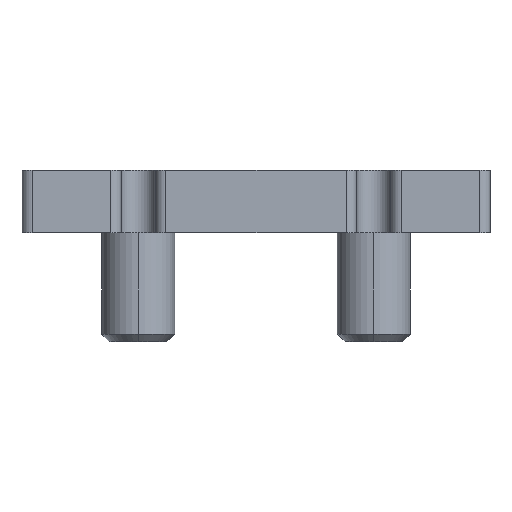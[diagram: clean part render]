
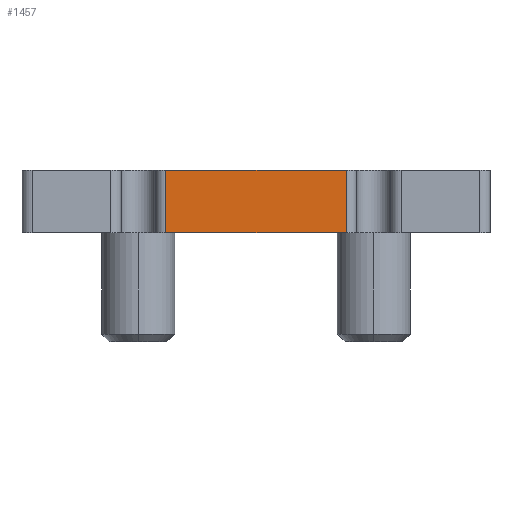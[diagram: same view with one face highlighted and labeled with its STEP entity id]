
A CAD part, front view. The second image highlights one B-rep face of the part: STEP entity #1457.
In plain terms, the highlighted planar face has unit normal (0, -1, 0).
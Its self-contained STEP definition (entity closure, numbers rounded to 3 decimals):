
#149 = LINE ( 'NONE', #1710, #1987 ) ;
#221 = CARTESIAN_POINT ( 'NONE',  ( 62.2, 0., 0. ) ) ;
#686 = LINE ( 'NONE', #1500, #943 ) ;
#826 = CARTESIAN_POINT ( 'NONE',  ( 27.6, 0., 12. ) ) ;
#943 = VECTOR ( 'NONE', #3795, 1000. ) ;
#1008 = DIRECTION ( 'NONE',  ( 1., 0., 0. ) ) ;
#1102 = VERTEX_POINT ( 'NONE', #221 ) ;
#1326 = VECTOR ( 'NONE', #4007, 1000. ) ;
#1457 = ADVANCED_FACE ( 'NONE', ( #3905 ), #2781, .F. ) ;
#1500 = CARTESIAN_POINT ( 'NONE',  ( 27.6, 0., 12. ) ) ;
#1545 = DIRECTION ( 'NONE',  ( 0., 1., 0. ) ) ;
#1617 = EDGE_CURVE ( 'NONE', #4006, #1102, #149, .T. ) ;
#1630 = EDGE_CURVE ( 'NONE', #1102, #3884, #3632, .T. ) ;
#1675 = ORIENTED_EDGE ( 'NONE', *, *, #3607, .T. ) ;
#1691 = CARTESIAN_POINT ( 'NONE',  ( 89.8, 0., 12. ) ) ;
#1710 = CARTESIAN_POINT ( 'NONE',  ( 89.8, 0., 0. ) ) ;
#1834 = VERTEX_POINT ( 'NONE', #826 ) ;
#1893 = CARTESIAN_POINT ( 'NONE',  ( 89.8, 0., 12. ) ) ;
#1987 = VECTOR ( 'NONE', #1008, 1000. ) ;
#1988 = LINE ( 'NONE', #1691, #1326 ) ;
#2660 = EDGE_LOOP ( 'NONE', ( #2902, #4043, #3918, #1675 ) ) ;
#2781 = PLANE ( 'NONE',  #4062 ) ;
#2902 = ORIENTED_EDGE ( 'NONE', *, *, #1617, .T. ) ;
#2940 = VECTOR ( 'NONE', #2960, 1000. ) ;
#2960 = DIRECTION ( 'NONE',  ( 0., 0., 1. ) ) ;
#3318 = CARTESIAN_POINT ( 'NONE',  ( 62.2, 0., 12. ) ) ;
#3598 = CARTESIAN_POINT ( 'NONE',  ( 62.2, 0., 12. ) ) ;
#3607 = EDGE_CURVE ( 'NONE', #1834, #4006, #686, .T. ) ;
#3632 = LINE ( 'NONE', #3318, #2940 ) ;
#3690 = CARTESIAN_POINT ( 'NONE',  ( 27.6, 0., 0. ) ) ;
#3795 = DIRECTION ( 'NONE',  ( 0., 0., -1. ) ) ;
#3884 = VERTEX_POINT ( 'NONE', #3598 ) ;
#3905 = FACE_OUTER_BOUND ( 'NONE', #2660, .T. ) ;
#3918 = ORIENTED_EDGE ( 'NONE', *, *, #3980, .F. ) ;
#3980 = EDGE_CURVE ( 'NONE', #1834, #3884, #1988, .T. ) ;
#4006 = VERTEX_POINT ( 'NONE', #3690 ) ;
#4007 = DIRECTION ( 'NONE',  ( 1., 0., 0. ) ) ;
#4043 = ORIENTED_EDGE ( 'NONE', *, *, #1630, .T. ) ;
#4062 = AXIS2_PLACEMENT_3D ( 'NONE', #1893, #1545, #4217 ) ;
#4217 = DIRECTION ( 'NONE',  ( -1., 0., 0. ) ) ;
